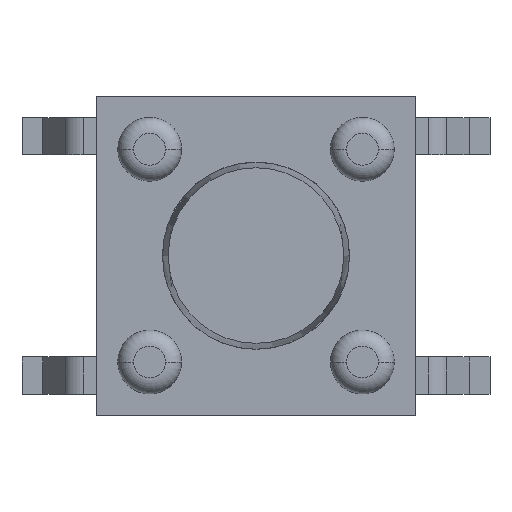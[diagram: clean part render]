
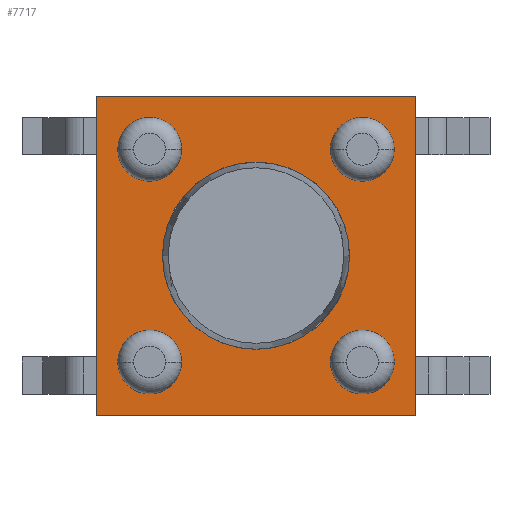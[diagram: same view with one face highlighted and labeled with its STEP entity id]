
A CAD part, top view. The second image highlights one B-rep face of the part: STEP entity #7717.
In plain terms, the highlighted planar face has unit normal (0, 0, 1).
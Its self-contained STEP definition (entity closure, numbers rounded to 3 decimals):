
#194 = AXIS2_PLACEMENT_3D ( 'NONE', #5037, #15091, #4798 ) ;
#392 = CIRCLE ( 'NONE', #1714, 0.6 ) ;
#713 = CARTESIAN_POINT ( 'NONE',  ( 0., 0., 3. ) ) ;
#781 = FACE_BOUND ( 'NONE', #7403, .T. ) ;
#833 = ORIENTED_EDGE ( 'NONE', *, *, #9177, .F. ) ;
#938 = EDGE_LOOP ( 'NONE', ( #7606, #16028 ) ) ;
#1018 = CARTESIAN_POINT ( 'NONE',  ( -2., -2., 3. ) ) ;
#1167 = CARTESIAN_POINT ( 'NONE',  ( -2., 2., 3. ) ) ;
#1444 = DIRECTION ( 'NONE',  ( 1., 0., 0. ) ) ;
#1485 = DIRECTION ( 'NONE',  ( 1., 0., 0. ) ) ;
#1545 = EDGE_CURVE ( 'NONE', #7339, #7210, #14628, .T. ) ;
#1589 = VECTOR ( 'NONE', #8182, 1000. ) ;
#1714 = AXIS2_PLACEMENT_3D ( 'NONE', #4348, #7814, #5567 ) ;
#1898 = CIRCLE ( 'NONE', #7426, 0.6 ) ;
#2804 = CARTESIAN_POINT ( 'NONE',  ( 2.6, 2., 3. ) ) ;
#2824 = EDGE_CURVE ( 'NONE', #5390, #12832, #15380, .T. ) ;
#2827 = VERTEX_POINT ( 'NONE', #9470 ) ;
#3174 = VERTEX_POINT ( 'NONE', #3926 ) ;
#3312 = CARTESIAN_POINT ( 'NONE',  ( -2.6, 2., 3. ) ) ;
#3418 = ORIENTED_EDGE ( 'NONE', *, *, #13769, .F. ) ;
#3617 = AXIS2_PLACEMENT_3D ( 'NONE', #1018, #5059, #3843 ) ;
#3635 = ORIENTED_EDGE ( 'NONE', *, *, #12693, .F. ) ;
#3843 = DIRECTION ( 'NONE',  ( 1., 0., 0. ) ) ;
#3926 = CARTESIAN_POINT ( 'NONE',  ( 1.4, 2., 3. ) ) ;
#4131 = VERTEX_POINT ( 'NONE', #14741 ) ;
#4348 = CARTESIAN_POINT ( 'NONE',  ( -2., 2., 3. ) ) ;
#4374 = AXIS2_PLACEMENT_3D ( 'NONE', #13814, #4827, #1444 ) ;
#4432 = EDGE_CURVE ( 'NONE', #15626, #3174, #8479, .T. ) ;
#4436 = DIRECTION ( 'NONE',  ( 0., 0., 1. ) ) ;
#4679 = PLANE ( 'NONE',  #4374 ) ;
#4798 = DIRECTION ( 'NONE',  ( 1., 0., 0. ) ) ;
#4827 = DIRECTION ( 'NONE',  ( 0., 0., 1. ) ) ;
#4844 = VERTEX_POINT ( 'NONE', #8025 ) ;
#4918 = DIRECTION ( 'NONE',  ( 0., 0., 1. ) ) ;
#5037 = CARTESIAN_POINT ( 'NONE',  ( -2., -2., 3. ) ) ;
#5059 = DIRECTION ( 'NONE',  ( 0., 0., 1. ) ) ;
#5062 = AXIS2_PLACEMENT_3D ( 'NONE', #15841, #9637, #8379 ) ;
#5343 = AXIS2_PLACEMENT_3D ( 'NONE', #1167, #8602, #16153 ) ;
#5390 = VERTEX_POINT ( 'NONE', #10249 ) ;
#5402 = CARTESIAN_POINT ( 'NONE',  ( 0., 0., 3. ) ) ;
#5567 = DIRECTION ( 'NONE',  ( -1., 0., 0. ) ) ;
#5679 = AXIS2_PLACEMENT_3D ( 'NONE', #13570, #6053, #10768 ) ;
#5739 = DIRECTION ( 'NONE',  ( -1., 0., 0. ) ) ;
#5807 = FACE_BOUND ( 'NONE', #10712, .T. ) ;
#5809 = VERTEX_POINT ( 'NONE', #14668 ) ;
#5812 = LINE ( 'NONE', #8297, #6417 ) ;
#6053 = DIRECTION ( 'NONE',  ( 0., 0., 1. ) ) ;
#6076 = EDGE_LOOP ( 'NONE', ( #6853, #14018, #13738, #13803 ) ) ;
#6234 = CARTESIAN_POINT ( 'NONE',  ( 2., -2., 3. ) ) ;
#6417 = VECTOR ( 'NONE', #5739, 1000. ) ;
#6715 = CIRCLE ( 'NONE', #15888, 0.6 ) ;
#6801 = DIRECTION ( 'NONE',  ( 0., 0., 1. ) ) ;
#6810 = VERTEX_POINT ( 'NONE', #8633 ) ;
#6812 = ORIENTED_EDGE ( 'NONE', *, *, #4432, .F. ) ;
#6853 = ORIENTED_EDGE ( 'NONE', *, *, #10489, .T. ) ;
#7135 = CARTESIAN_POINT ( 'NONE',  ( -3., 3., 3. ) ) ;
#7200 = VECTOR ( 'NONE', #13095, 1000. ) ;
#7210 = VERTEX_POINT ( 'NONE', #10281 ) ;
#7285 = AXIS2_PLACEMENT_3D ( 'NONE', #5402, #6801, #14216 ) ;
#7339 = VERTEX_POINT ( 'NONE', #7135 ) ;
#7403 = EDGE_LOOP ( 'NONE', ( #833, #12987 ) ) ;
#7426 = AXIS2_PLACEMENT_3D ( 'NONE', #6234, #4918, #9964 ) ;
#7447 = CIRCLE ( 'NONE', #5343, 0.6 ) ;
#7606 = ORIENTED_EDGE ( 'NONE', *, *, #13097, .F. ) ;
#7714 = EDGE_CURVE ( 'NONE', #4844, #2827, #15650, .T. ) ;
#7717 = ADVANCED_FACE ( 'NONE', ( #9536, #14561, #11090, #781, #5807, #8286 ), #4679, .T. ) ;
#7742 = CARTESIAN_POINT ( 'NONE',  ( -3., -3., 3. ) ) ;
#7814 = DIRECTION ( 'NONE',  ( 0., 0., 1. ) ) ;
#7868 = DIRECTION ( 'NONE',  ( 0., 1., 0. ) ) ;
#8004 = ORIENTED_EDGE ( 'NONE', *, *, #7714, .F. ) ;
#8025 = CARTESIAN_POINT ( 'NONE',  ( 1.4, -2., 3. ) ) ;
#8107 = LINE ( 'NONE', #13123, #14284 ) ;
#8182 = DIRECTION ( 'NONE',  ( 0., -1., 0. ) ) ;
#8254 = CARTESIAN_POINT ( 'NONE',  ( -1.4, 2., 3. ) ) ;
#8282 = AXIS2_PLACEMENT_3D ( 'NONE', #713, #4436, #15762 ) ;
#8286 = FACE_OUTER_BOUND ( 'NONE', #6076, .T. ) ;
#8297 = CARTESIAN_POINT ( 'NONE',  ( 3., 3., 3. ) ) ;
#8316 = CIRCLE ( 'NONE', #7285, 1.76 ) ;
#8330 = VERTEX_POINT ( 'NONE', #14107 ) ;
#8377 = VERTEX_POINT ( 'NONE', #8254 ) ;
#8379 = DIRECTION ( 'NONE',  ( 1., 0., 0. ) ) ;
#8437 = CARTESIAN_POINT ( 'NONE',  ( -3., 3., 3. ) ) ;
#8479 = CIRCLE ( 'NONE', #5062, 0.6 ) ;
#8602 = DIRECTION ( 'NONE',  ( 0., 0., 1. ) ) ;
#8633 = CARTESIAN_POINT ( 'NONE',  ( 3., 3., 3. ) ) ;
#8897 = EDGE_CURVE ( 'NONE', #8330, #5809, #13606, .T. ) ;
#8955 = EDGE_LOOP ( 'NONE', ( #3635, #6812 ) ) ;
#9177 = EDGE_CURVE ( 'NONE', #5809, #8330, #15193, .T. ) ;
#9470 = CARTESIAN_POINT ( 'NONE',  ( 2.6, -2., 3. ) ) ;
#9474 = ORIENTED_EDGE ( 'NONE', *, *, #2824, .F. ) ;
#9536 = FACE_BOUND ( 'NONE', #14723, .T. ) ;
#9637 = DIRECTION ( 'NONE',  ( 0., 0., 1. ) ) ;
#9832 = LINE ( 'NONE', #7742, #7200 ) ;
#9964 = DIRECTION ( 'NONE',  ( -1., 0., 0. ) ) ;
#10249 = CARTESIAN_POINT ( 'NONE',  ( 1.76, 0., 3. ) ) ;
#10281 = CARTESIAN_POINT ( 'NONE',  ( -3., -3., 3. ) ) ;
#10489 = EDGE_CURVE ( 'NONE', #7210, #4131, #9832, .T. ) ;
#10712 = EDGE_LOOP ( 'NONE', ( #9474, #3418 ) ) ;
#10716 = CARTESIAN_POINT ( 'NONE',  ( -1.76, 0., 3. ) ) ;
#10768 = DIRECTION ( 'NONE',  ( -1., 0., 0. ) ) ;
#10808 = ORIENTED_EDGE ( 'NONE', *, *, #15206, .F. ) ;
#11090 = FACE_BOUND ( 'NONE', #938, .T. ) ;
#11214 = CARTESIAN_POINT ( 'NONE',  ( 2., 2., 3. ) ) ;
#11292 = DIRECTION ( 'NONE',  ( 0., 0., 1. ) ) ;
#11507 = EDGE_CURVE ( 'NONE', #4131, #6810, #8107, .T. ) ;
#11701 = EDGE_CURVE ( 'NONE', #8377, #15712, #7447, .T. ) ;
#12693 = EDGE_CURVE ( 'NONE', #3174, #15626, #6715, .T. ) ;
#12832 = VERTEX_POINT ( 'NONE', #10716 ) ;
#12987 = ORIENTED_EDGE ( 'NONE', *, *, #8897, .F. ) ;
#13095 = DIRECTION ( 'NONE',  ( 1., 0., 0. ) ) ;
#13097 = EDGE_CURVE ( 'NONE', #15712, #8377, #392, .T. ) ;
#13123 = CARTESIAN_POINT ( 'NONE',  ( 3., -3., 3. ) ) ;
#13570 = CARTESIAN_POINT ( 'NONE',  ( 2., -2., 3. ) ) ;
#13606 = CIRCLE ( 'NONE', #3617, 0.6 ) ;
#13738 = ORIENTED_EDGE ( 'NONE', *, *, #15891, .T. ) ;
#13769 = EDGE_CURVE ( 'NONE', #12832, #5390, #8316, .T. ) ;
#13803 = ORIENTED_EDGE ( 'NONE', *, *, #1545, .T. ) ;
#13814 = CARTESIAN_POINT ( 'NONE',  ( 0., 0., 3. ) ) ;
#14018 = ORIENTED_EDGE ( 'NONE', *, *, #11507, .T. ) ;
#14107 = CARTESIAN_POINT ( 'NONE',  ( -1.4, -2., 3. ) ) ;
#14216 = DIRECTION ( 'NONE',  ( 1., 0., 0. ) ) ;
#14284 = VECTOR ( 'NONE', #7868, 1000. ) ;
#14561 = FACE_BOUND ( 'NONE', #8955, .T. ) ;
#14628 = LINE ( 'NONE', #8437, #1589 ) ;
#14668 = CARTESIAN_POINT ( 'NONE',  ( -2.6, -2., 3. ) ) ;
#14723 = EDGE_LOOP ( 'NONE', ( #8004, #10808 ) ) ;
#14741 = CARTESIAN_POINT ( 'NONE',  ( 3., -3., 3. ) ) ;
#15091 = DIRECTION ( 'NONE',  ( 0., 0., 1. ) ) ;
#15193 = CIRCLE ( 'NONE', #194, 0.6 ) ;
#15206 = EDGE_CURVE ( 'NONE', #2827, #4844, #1898, .T. ) ;
#15380 = CIRCLE ( 'NONE', #8282, 1.76 ) ;
#15626 = VERTEX_POINT ( 'NONE', #2804 ) ;
#15650 = CIRCLE ( 'NONE', #5679, 0.6 ) ;
#15712 = VERTEX_POINT ( 'NONE', #3312 ) ;
#15762 = DIRECTION ( 'NONE',  ( 1., 0., 0. ) ) ;
#15841 = CARTESIAN_POINT ( 'NONE',  ( 2., 2., 3. ) ) ;
#15888 = AXIS2_PLACEMENT_3D ( 'NONE', #11214, #11292, #1485 ) ;
#15891 = EDGE_CURVE ( 'NONE', #6810, #7339, #5812, .T. ) ;
#16028 = ORIENTED_EDGE ( 'NONE', *, *, #11701, .F. ) ;
#16153 = DIRECTION ( 'NONE',  ( -1., 0., 0. ) ) ;
